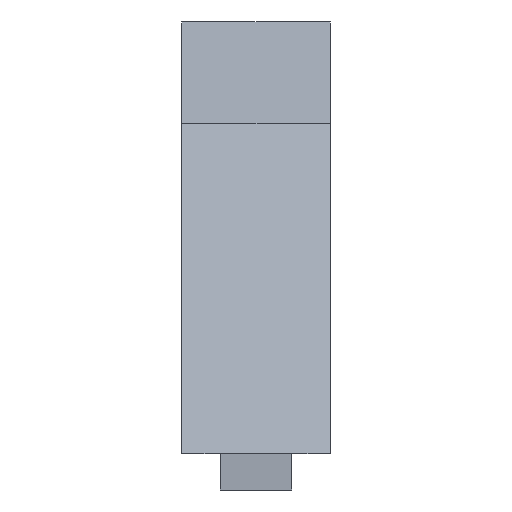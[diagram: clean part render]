
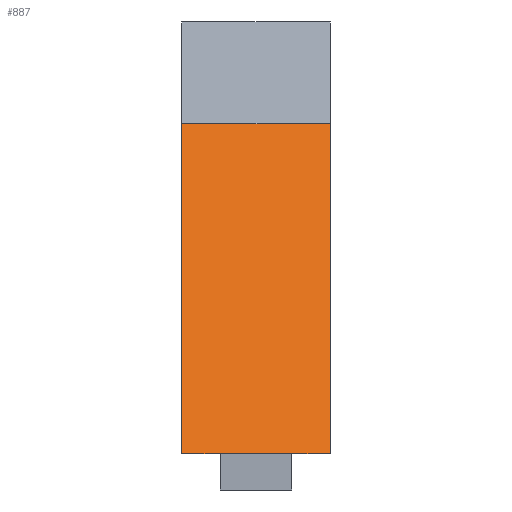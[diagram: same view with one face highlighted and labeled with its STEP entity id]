
A CAD part, left-side view. The second image highlights one B-rep face of the part: STEP entity #887.
In plain terms, the highlighted planar face has unit normal (-0.913, 0, 0.407).
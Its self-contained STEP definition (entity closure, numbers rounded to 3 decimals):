
#94 = PLANE('',#95);
#95 = AXIS2_PLACEMENT_3D('',#96,#97,#98);
#96 = CARTESIAN_POINT('',(50.,0.,22.425));
#97 = DIRECTION('',(0.,-1.,0.));
#98 = DIRECTION('',(0.,0.,-1.));
#149 = PLANE('',#150);
#150 = AXIS2_PLACEMENT_3D('',#151,#152,#153);
#151 = CARTESIAN_POINT('',(50.,-10.,22.425));
#152 = DIRECTION('',(0.,-1.,0.));
#153 = DIRECTION('',(0.,0.,-1.));
#164 = EDGE_CURVE('',#165,#167,#169,.T.);
#165 = VERTEX_POINT('',#166);
#166 = CARTESIAN_POINT('',(0.,0.,9.5));
#167 = VERTEX_POINT('',#168);
#168 = CARTESIAN_POINT('',(9.861,0.,
    31.648));
#169 = SURFACE_CURVE('',#170,(#174,#181),.PCURVE_S1.);
#170 = LINE('',#171,#172);
#171 = CARTESIAN_POINT('',(0.,0.,9.5));
#172 = VECTOR('',#173,1.);
#173 = DIRECTION('',(0.407,0.,0.914));
#174 = PCURVE('',#94,#175);
#175 = DEFINITIONAL_REPRESENTATION('',(#176),#180);
#176 = LINE('',#177,#178);
#177 = CARTESIAN_POINT('',(12.925,-50.));
#178 = VECTOR('',#179,1.);
#179 = DIRECTION('',(-0.914,0.407));
#180 = ( GEOMETRIC_REPRESENTATION_CONTEXT(2) 
PARAMETRIC_REPRESENTATION_CONTEXT() REPRESENTATION_CONTEXT('2D SPACE',''
  ) );
#181 = PCURVE('',#182,#187);
#182 = PLANE('',#183);
#183 = AXIS2_PLACEMENT_3D('',#184,#185,#186);
#184 = CARTESIAN_POINT('',(0.,0.,9.5));
#185 = DIRECTION('',(-0.914,0.,0.407)
  );
#186 = DIRECTION('',(0.407,0.,0.914));
#187 = DEFINITIONAL_REPRESENTATION('',(#188),#192);
#188 = LINE('',#189,#190);
#189 = CARTESIAN_POINT('',(0.,0.));
#190 = VECTOR('',#191,1.);
#191 = DIRECTION('',(1.,0.));
#192 = ( GEOMETRIC_REPRESENTATION_CONTEXT(2) 
PARAMETRIC_REPRESENTATION_CONTEXT() REPRESENTATION_CONTEXT('2D SPACE',''
  ) );
#210 = PLANE('',#211);
#211 = AXIS2_PLACEMENT_3D('',#212,#213,#214);
#212 = CARTESIAN_POINT('',(0.,0.,9.5));
#213 = DIRECTION('',(0.,0.,1.));
#214 = DIRECTION('',(1.,0.,0.));
#320 = PLANE('',#321);
#321 = AXIS2_PLACEMENT_3D('',#322,#323,#324);
#322 = CARTESIAN_POINT('',(15.136,0.,
    35.074));
#323 = DIRECTION('',(-0.545,0.,0.839)
  );
#324 = DIRECTION('',(0.,-1.,0.));
#683 = EDGE_CURVE('',#684,#686,#688,.T.);
#684 = VERTEX_POINT('',#685);
#685 = CARTESIAN_POINT('',(0.,-10.,9.5));
#686 = VERTEX_POINT('',#687);
#687 = CARTESIAN_POINT('',(9.861,-10.,31.648));
#688 = SURFACE_CURVE('',#689,(#693,#700),.PCURVE_S1.);
#689 = LINE('',#690,#691);
#690 = CARTESIAN_POINT('',(0.,-10.,9.5));
#691 = VECTOR('',#692,1.);
#692 = DIRECTION('',(0.407,0.,0.914));
#693 = PCURVE('',#149,#694);
#694 = DEFINITIONAL_REPRESENTATION('',(#695),#699);
#695 = LINE('',#696,#697);
#696 = CARTESIAN_POINT('',(12.925,-50.));
#697 = VECTOR('',#698,1.);
#698 = DIRECTION('',(-0.914,0.407));
#699 = ( GEOMETRIC_REPRESENTATION_CONTEXT(2) 
PARAMETRIC_REPRESENTATION_CONTEXT() REPRESENTATION_CONTEXT('2D SPACE',''
  ) );
#700 = PCURVE('',#182,#701);
#701 = DEFINITIONAL_REPRESENTATION('',(#702),#706);
#702 = LINE('',#703,#704);
#703 = CARTESIAN_POINT('',(0.,-10.));
#704 = VECTOR('',#705,1.);
#705 = DIRECTION('',(1.,0.));
#706 = ( GEOMETRIC_REPRESENTATION_CONTEXT(2) 
PARAMETRIC_REPRESENTATION_CONTEXT() REPRESENTATION_CONTEXT('2D SPACE',''
  ) );
#724 = PLANE('',#725);
#725 = AXIS2_PLACEMENT_3D('',#726,#727,#728);
#726 = CARTESIAN_POINT('',(0.,0.,9.5));
#727 = DIRECTION('',(0.,0.,1.));
#728 = DIRECTION('',(1.,0.,0.));
#887 = ADVANCED_FACE('',(#888),#182,.T.);
#888 = FACE_BOUND('',#889,.T.);
#889 = EDGE_LOOP('',(#890,#891,#914,#942,#963,#964));
#890 = ORIENTED_EDGE('',*,*,#164,.F.);
#891 = ORIENTED_EDGE('',*,*,#892,.T.);
#892 = EDGE_CURVE('',#165,#893,#895,.T.);
#893 = VERTEX_POINT('',#894);
#894 = CARTESIAN_POINT('',(0.,-2.6,9.5));
#895 = SURFACE_CURVE('',#896,(#900,#907),.PCURVE_S1.);
#896 = LINE('',#897,#898);
#897 = CARTESIAN_POINT('',(0.,0.,9.5));
#898 = VECTOR('',#899,1.);
#899 = DIRECTION('',(0.,-1.,0.));
#900 = PCURVE('',#182,#901);
#901 = DEFINITIONAL_REPRESENTATION('',(#902),#906);
#902 = LINE('',#903,#904);
#903 = CARTESIAN_POINT('',(0.,0.));
#904 = VECTOR('',#905,1.);
#905 = DIRECTION('',(0.,-1.));
#906 = ( GEOMETRIC_REPRESENTATION_CONTEXT(2) 
PARAMETRIC_REPRESENTATION_CONTEXT() REPRESENTATION_CONTEXT('2D SPACE',''
  ) );
#907 = PCURVE('',#210,#908);
#908 = DEFINITIONAL_REPRESENTATION('',(#909),#913);
#909 = LINE('',#910,#911);
#910 = CARTESIAN_POINT('',(0.,0.));
#911 = VECTOR('',#912,1.);
#912 = DIRECTION('',(0.,-1.));
#913 = ( GEOMETRIC_REPRESENTATION_CONTEXT(2) 
PARAMETRIC_REPRESENTATION_CONTEXT() REPRESENTATION_CONTEXT('2D SPACE',''
  ) );
#914 = ORIENTED_EDGE('',*,*,#915,.F.);
#915 = EDGE_CURVE('',#916,#893,#918,.T.);
#916 = VERTEX_POINT('',#917);
#917 = CARTESIAN_POINT('',(0.,-7.4,9.5));
#918 = SURFACE_CURVE('',#919,(#923,#930),.PCURVE_S1.);
#919 = LINE('',#920,#921);
#920 = CARTESIAN_POINT('',(0.,-7.4,9.5));
#921 = VECTOR('',#922,1.);
#922 = DIRECTION('',(0.,1.,0.));
#923 = PCURVE('',#182,#924);
#924 = DEFINITIONAL_REPRESENTATION('',(#925),#929);
#925 = LINE('',#926,#927);
#926 = CARTESIAN_POINT('',(0.,-7.4));
#927 = VECTOR('',#928,1.);
#928 = DIRECTION('',(0.,1.));
#929 = ( GEOMETRIC_REPRESENTATION_CONTEXT(2) 
PARAMETRIC_REPRESENTATION_CONTEXT() REPRESENTATION_CONTEXT('2D SPACE',''
  ) );
#930 = PCURVE('',#931,#936);
#931 = PLANE('',#932);
#932 = AXIS2_PLACEMENT_3D('',#933,#934,#935);
#933 = CARTESIAN_POINT('',(0.,-5.,8.275));
#934 = DIRECTION('',(-1.,0.,0.));
#935 = DIRECTION('',(0.,0.,-1.));
#936 = DEFINITIONAL_REPRESENTATION('',(#937),#941);
#937 = LINE('',#938,#939);
#938 = CARTESIAN_POINT('',(-1.225,2.4));
#939 = VECTOR('',#940,1.);
#940 = DIRECTION('',(0.,-1.));
#941 = ( GEOMETRIC_REPRESENTATION_CONTEXT(2) 
PARAMETRIC_REPRESENTATION_CONTEXT() REPRESENTATION_CONTEXT('2D SPACE',''
  ) );
#942 = ORIENTED_EDGE('',*,*,#943,.T.);
#943 = EDGE_CURVE('',#916,#684,#944,.T.);
#944 = SURFACE_CURVE('',#945,(#949,#956),.PCURVE_S1.);
#945 = LINE('',#946,#947);
#946 = CARTESIAN_POINT('',(0.,0.,9.5));
#947 = VECTOR('',#948,1.);
#948 = DIRECTION('',(0.,-1.,0.));
#949 = PCURVE('',#182,#950);
#950 = DEFINITIONAL_REPRESENTATION('',(#951),#955);
#951 = LINE('',#952,#953);
#952 = CARTESIAN_POINT('',(0.,0.));
#953 = VECTOR('',#954,1.);
#954 = DIRECTION('',(0.,-1.));
#955 = ( GEOMETRIC_REPRESENTATION_CONTEXT(2) 
PARAMETRIC_REPRESENTATION_CONTEXT() REPRESENTATION_CONTEXT('2D SPACE',''
  ) );
#956 = PCURVE('',#724,#957);
#957 = DEFINITIONAL_REPRESENTATION('',(#958),#962);
#958 = LINE('',#959,#960);
#959 = CARTESIAN_POINT('',(0.,0.));
#960 = VECTOR('',#961,1.);
#961 = DIRECTION('',(0.,-1.));
#962 = ( GEOMETRIC_REPRESENTATION_CONTEXT(2) 
PARAMETRIC_REPRESENTATION_CONTEXT() REPRESENTATION_CONTEXT('2D SPACE',''
  ) );
#963 = ORIENTED_EDGE('',*,*,#683,.T.);
#964 = ORIENTED_EDGE('',*,*,#965,.F.);
#965 = EDGE_CURVE('',#167,#686,#966,.T.);
#966 = SURFACE_CURVE('',#967,(#971,#978),.PCURVE_S1.);
#967 = LINE('',#968,#969);
#968 = CARTESIAN_POINT('',(9.861,0.,
    31.648));
#969 = VECTOR('',#970,1.);
#970 = DIRECTION('',(0.,-1.,0.));
#971 = PCURVE('',#182,#972);
#972 = DEFINITIONAL_REPRESENTATION('',(#973),#977);
#973 = LINE('',#974,#975);
#974 = CARTESIAN_POINT('',(24.244,0.));
#975 = VECTOR('',#976,1.);
#976 = DIRECTION('',(0.,-1.));
#977 = ( GEOMETRIC_REPRESENTATION_CONTEXT(2) 
PARAMETRIC_REPRESENTATION_CONTEXT() REPRESENTATION_CONTEXT('2D SPACE',''
  ) );
#978 = PCURVE('',#320,#979);
#979 = DEFINITIONAL_REPRESENTATION('',(#980),#984);
#980 = LINE('',#981,#982);
#981 = CARTESIAN_POINT('',(0.,-6.29));
#982 = VECTOR('',#983,1.);
#983 = DIRECTION('',(1.,0.));
#984 = ( GEOMETRIC_REPRESENTATION_CONTEXT(2) 
PARAMETRIC_REPRESENTATION_CONTEXT() REPRESENTATION_CONTEXT('2D SPACE',''
  ) );
